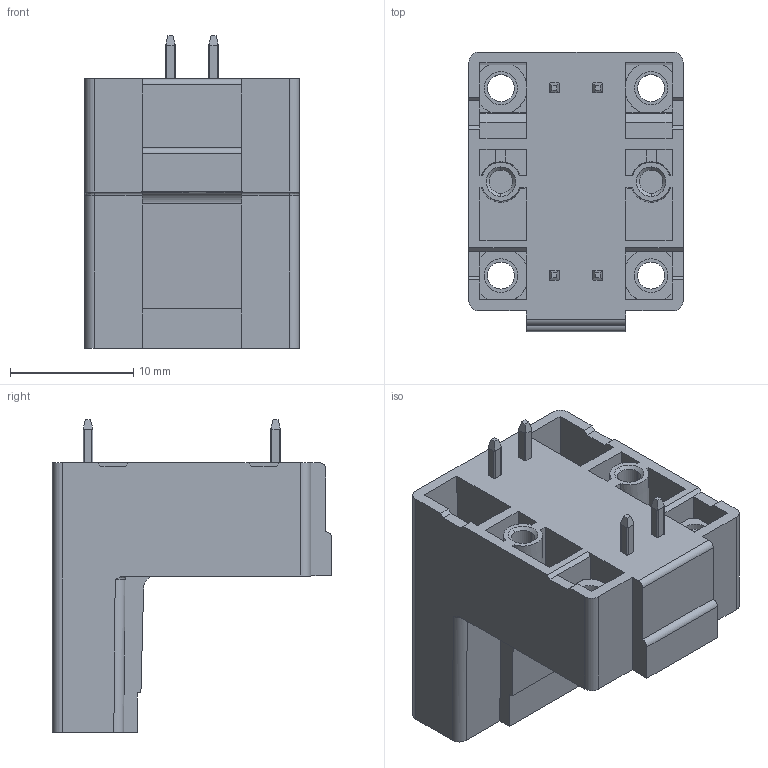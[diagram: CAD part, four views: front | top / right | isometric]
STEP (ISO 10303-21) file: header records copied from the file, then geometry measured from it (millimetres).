
FILE_DESCRIPTION((''),'2;1');
FILE_NAME('TLPHDW-005-1','2024-09-23T09:17:18',('sheji109'),(''),'CREO PARAMETRIC BY PTC INC, 2018100','CREO PARAMETRIC BY PTC INC, 2018100','');
FILE_SCHEMA(('CONFIG_CONTROL_DESIGN'));
Length unit declared in the file: millimetre
Products named in the file (1): TLPHDW-005-1
Bounding box: 17.4 x 22.7 x 25.4 mm (x, y, z)
Volume: 3292 mm3; surface area: 4283.2 mm2
Topology: 1 solids, 1 shells, 496 faces, 1388 edges, 924 vertices
Faces by surface type: plane 327, cylinder 131, cone 28, torus 8, bspline 2
Entity records: 16180 total; most frequent: CARTESIAN_POINT 3232, ORIENTED_EDGE 2776, DIRECTION 2586, EDGE_CURVE 1388, VECTOR 978, LINE 978, VERTEX_POINT 924, AXIS2_PLACEMENT_3D 804
